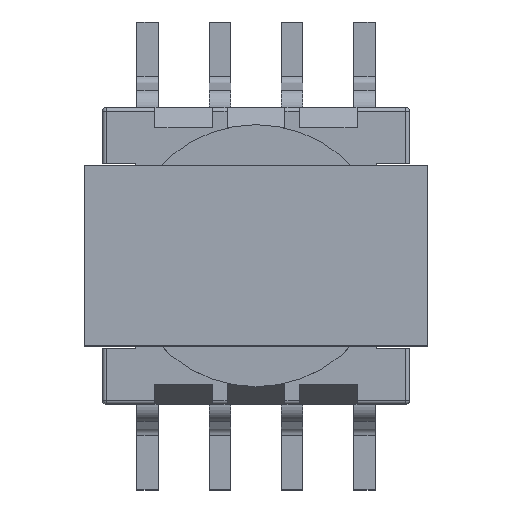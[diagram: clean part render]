
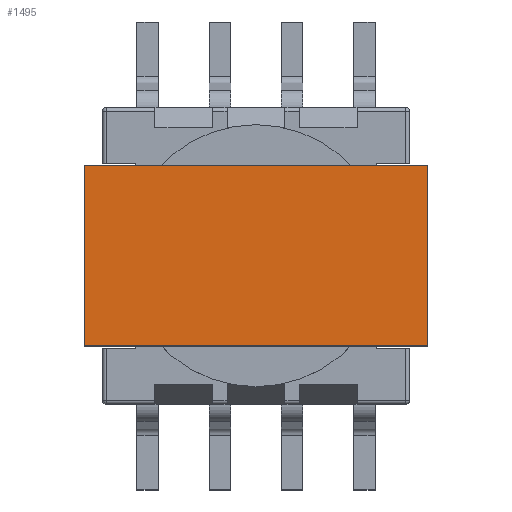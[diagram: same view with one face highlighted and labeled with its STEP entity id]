
A CAD part, top view. The second image highlights one B-rep face of the part: STEP entity #1495.
In plain terms, the highlighted planar face has unit normal (0, 0, 1).
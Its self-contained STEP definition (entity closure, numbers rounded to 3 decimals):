
#1495 = ADVANCED_FACE( '', ( #2951 ), #2952, .T. );
#2951 = FACE_OUTER_BOUND( '', #3542, .T. );
#2952 = PLANE( '', #3543 );
#3542 = EDGE_LOOP( '', ( #4456, #4457, #4458, #4459 ) );
#3543 = AXIS2_PLACEMENT_3D( '', #4460, #4461, #4462 );
#4456 = ORIENTED_EDGE( '', *, *, #5620, .F. );
#4457 = ORIENTED_EDGE( '', *, *, #5612, .F. );
#4458 = ORIENTED_EDGE( '', *, *, #5618, .T. );
#4459 = ORIENTED_EDGE( '', *, *, #5632, .T. );
#4460 = CARTESIAN_POINT( '', ( -4.75, -2.5, 2.5 ) );
#4461 = DIRECTION( '', ( 0., 0., 1. ) );
#4462 = DIRECTION( '', ( 1., 0., 0. ) );
#5612 = EDGE_CURVE( '', #6272, #6270, #6274, .T. );
#5618 = EDGE_CURVE( '', #6272, #6283, #6285, .T. );
#5620 = EDGE_CURVE( '', #6270, #6287, #6288, .T. );
#5632 = EDGE_CURVE( '', #6283, #6287, #6306, .T. );
#6270 = VERTEX_POINT( '', #6330 );
#6272 = VERTEX_POINT( '', #6333 );
#6274 = LINE( '', #6336, #6337 );
#6283 = VERTEX_POINT( '', #6350 );
#6285 = LINE( '', #6353, #6354 );
#6287 = VERTEX_POINT( '', #6357 );
#6288 = LINE( '', #6358, #6359 );
#6306 = LINE( '', #6384, #6385 );
#6330 = CARTESIAN_POINT( '', ( -4.75, 2.5, 2.5 ) );
#6333 = CARTESIAN_POINT( '', ( -4.75, -2.5, 2.5 ) );
#6336 = CARTESIAN_POINT( '', ( -4.75, -2.5, 2.5 ) );
#6337 = VECTOR( '', #6402, 1000. );
#6350 = CARTESIAN_POINT( '', ( 4.75, -2.5, 2.5 ) );
#6353 = CARTESIAN_POINT( '', ( -4.75, -2.5, 2.5 ) );
#6354 = VECTOR( '', #6408, 1000. );
#6357 = CARTESIAN_POINT( '', ( 4.75, 2.5, 2.5 ) );
#6358 = CARTESIAN_POINT( '', ( -4.75, 2.5, 2.5 ) );
#6359 = VECTOR( '', #6410, 1000. );
#6384 = CARTESIAN_POINT( '', ( 4.75, -2.5, 2.5 ) );
#6385 = VECTOR( '', #6430, 1000. );
#6402 = DIRECTION( '', ( 0., 1., 0. ) );
#6408 = DIRECTION( '', ( 1., 0., 0. ) );
#6410 = DIRECTION( '', ( 1., 0., 0. ) );
#6430 = DIRECTION( '', ( 0., 1., 0. ) );
